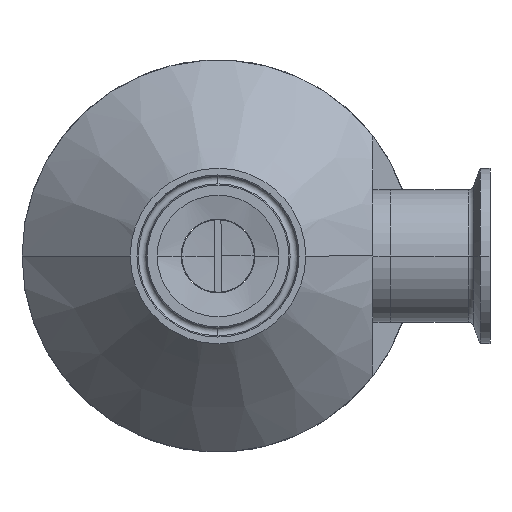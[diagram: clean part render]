
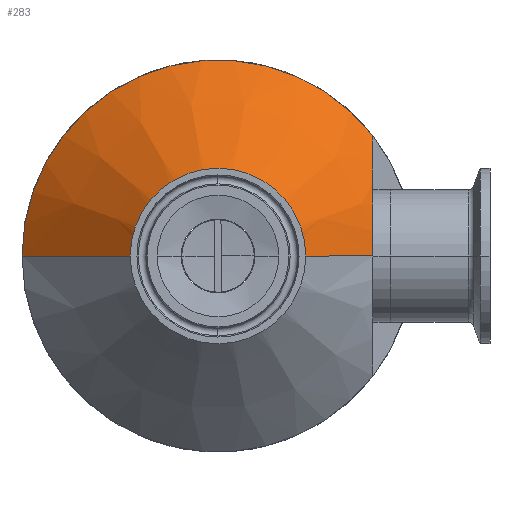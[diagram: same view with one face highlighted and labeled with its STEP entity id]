
A CAD part, front view. The second image highlights one B-rep face of the part: STEP entity #283.
In plain terms, the highlighted conical face has half-angle 45 degrees and reference radius 19.152 mm.
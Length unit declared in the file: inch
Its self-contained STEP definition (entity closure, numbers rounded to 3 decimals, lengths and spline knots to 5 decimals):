
#283 = ADVANCED_FACE ( 'NONE', ( #2308 ), #2909, .T. ) ;
#310 = AXIS2_PLACEMENT_3D ( 'NONE', #4016, #5947, #2521 ) ;
#357 = LINE ( 'NONE', #3532, #2605 ) ;
#432 = ORIENTED_EDGE ( 'NONE', *, *, #1390, .F. ) ;
#478 = CARTESIAN_POINT ( 'NONE',  ( 1.75, -1.36709, 1.30713 ) ) ;
#504 = CARTESIAN_POINT ( 'NONE',  ( 1.75, -1.39793, 1.25503 ) ) ;
#530 = B_SPLINE_CURVE_WITH_KNOTS ( 'NONE', 3,
 ( #6083, #2198, #1352, #2306, #3646, #2686, #879, #5705, #2820, #743, #4137, #5577, #1239, #504, #478, #5259 ),
 .UNSPECIFIED., .F., .F.,
 ( 4, 2, 2, 2, 2, 2, 2, 4 ),
 ( 0.08698, 0.09156, 0.09386, 0.09615, 0.10533, 0.1145, 0.11909, 0.12368 ),
 .UNSPECIFIED. ) ;
#536 = AXIS2_PLACEMENT_3D ( 'NONE', #1436, #2336, #6212 ) ;
#586 = ORIENTED_EDGE ( 'NONE', *, *, #4626, .F. ) ;
#606 = ORIENTED_EDGE ( 'NONE', *, *, #5206, .T. ) ;
#743 = CARTESIAN_POINT ( 'NONE',  ( 1.75, -1.61982, 0.82336 ) ) ;
#879 = CARTESIAN_POINT ( 'NONE',  ( 1.75, -1.77009, 0.33168 ) ) ;
#887 = VERTEX_POINT ( 'NONE', #6018 ) ;
#1239 = CARTESIAN_POINT ( 'NONE',  ( 1.75, -1.45775, 1.14938 ) ) ;
#1352 = CARTESIAN_POINT ( 'NONE',  ( 1.75, -1.79787, 0.12069 ) ) ;
#1390 = EDGE_CURVE ( 'NONE', #887, #6160, #5567, .T. ) ;
#1436 = CARTESIAN_POINT ( 'NONE',  ( 0., -2.797, 0. ) ) ;
#1574 = CARTESIAN_POINT ( 'NONE',  ( -0.754, -2.797, 0. ) ) ;
#1769 = CARTESIAN_POINT ( 'NONE',  ( 0.754, -2.797, 0. ) ) ;
#1828 = DIRECTION ( 'NONE',  ( -1., 0., 0. ) ) ;
#2198 = CARTESIAN_POINT ( 'NONE',  ( 1.75, -1.801, 0.06037 ) ) ;
#2306 = CARTESIAN_POINT ( 'NONE',  ( 1.75, -1.78857, 0.21112 ) ) ;
#2308 = FACE_OUTER_BOUND ( 'NONE', #4172, .T. ) ;
#2336 = DIRECTION ( 'NONE',  ( 0., 1., 0. ) ) ;
#2393 = ORIENTED_EDGE ( 'NONE', *, *, #4454, .T. ) ;
#2504 = CARTESIAN_POINT ( 'NONE',  ( -0.754, -2.797, 0. ) ) ;
#2521 = DIRECTION ( 'NONE',  ( -1., 0., 0. ) ) ;
#2590 = CIRCLE ( 'NONE', #2852, 0.754 ) ;
#2605 = VECTOR ( 'NONE', #4033, 39.37008 ) ;
#2686 = CARTESIAN_POINT ( 'NONE',  ( 1.75, -1.77547, 0.30149 ) ) ;
#2712 = VERTEX_POINT ( 'NONE', #1769 ) ;
#2784 = ORIENTED_EDGE ( 'NONE', *, *, #4426, .T. ) ;
#2820 = CARTESIAN_POINT ( 'NONE',  ( 1.75, -1.70482, 0.59737 ) ) ;
#2852 = AXIS2_PLACEMENT_3D ( 'NONE', #6205, #4727, #1828 ) ;
#2909 = CONICAL_SURFACE ( 'NONE', #536, 0.754, 0.785 ) ;
#3120 = VERTEX_POINT ( 'NONE', #1574 ) ;
#3183 = VERTEX_POINT ( 'NONE', #5945 ) ;
#3532 = CARTESIAN_POINT ( 'NONE',  ( 0.754, -2.797, 0. ) ) ;
#3646 = CARTESIAN_POINT ( 'NONE',  ( 1.75, -1.7847, 0.24125 ) ) ;
#4016 = CARTESIAN_POINT ( 'NONE',  ( 0., -1.3355, 0. ) ) ;
#4033 = DIRECTION ( 'NONE',  ( 0.707, 0.707, 0. ) ) ;
#4137 = CARTESIAN_POINT ( 'NONE',  ( 1.75, -1.56976, 0.93351 ) ) ;
#4172 = EDGE_LOOP ( 'NONE', ( #2784, #606, #2393, #432, #586 ) ) ;
#4248 = LINE ( 'NONE', #2504, #5307 ) ;
#4426 = EDGE_CURVE ( 'NONE', #3120, #2712, #2590, .T. ) ;
#4454 = EDGE_CURVE ( 'NONE', #3183, #6160, #530, .T. ) ;
#4588 = CARTESIAN_POINT ( 'NONE',  ( 1.75, -1.3355, 1.35865 ) ) ;
#4626 = EDGE_CURVE ( 'NONE', #3120, #887, #4248, .T. ) ;
#4727 = DIRECTION ( 'NONE',  ( 0., 1., 0. ) ) ;
#5206 = EDGE_CURVE ( 'NONE', #2712, #3183, #357, .T. ) ;
#5259 = CARTESIAN_POINT ( 'NONE',  ( 1.75, -1.3355, 1.35865 ) ) ;
#5307 = VECTOR ( 'NONE', #5833, 39.37008 ) ;
#5567 = CIRCLE ( 'NONE', #310, 2.2155 ) ;
#5577 = CARTESIAN_POINT ( 'NONE',  ( 1.75, -1.48678, 1.09574 ) ) ;
#5705 = CARTESIAN_POINT ( 'NONE',  ( 1.75, -1.73976, 0.48153 ) ) ;
#5833 = DIRECTION ( 'NONE',  ( -0.707, 0.707, 0. ) ) ;
#5945 = CARTESIAN_POINT ( 'NONE',  ( 1.75, -1.801, 0. ) ) ;
#5947 = DIRECTION ( 'NONE',  ( 0., 1., 0. ) ) ;
#6018 = CARTESIAN_POINT ( 'NONE',  ( -2.2155, -1.3355, 0. ) ) ;
#6083 = CARTESIAN_POINT ( 'NONE',  ( 1.75, -1.801, 0. ) ) ;
#6160 = VERTEX_POINT ( 'NONE', #4588 ) ;
#6205 = CARTESIAN_POINT ( 'NONE',  ( 0., -2.797, 0. ) ) ;
#6212 = DIRECTION ( 'NONE',  ( -1., 0., 0. ) ) ;
